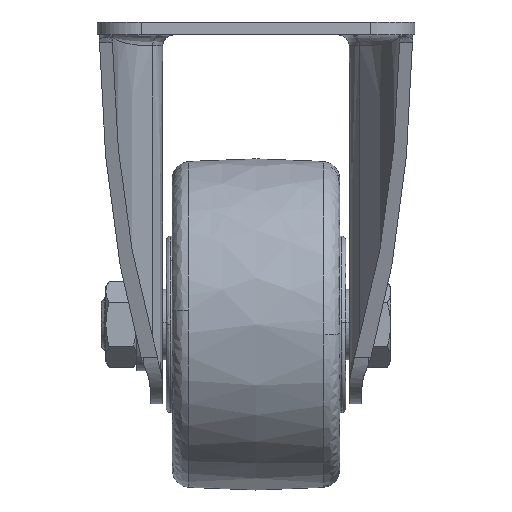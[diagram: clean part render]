
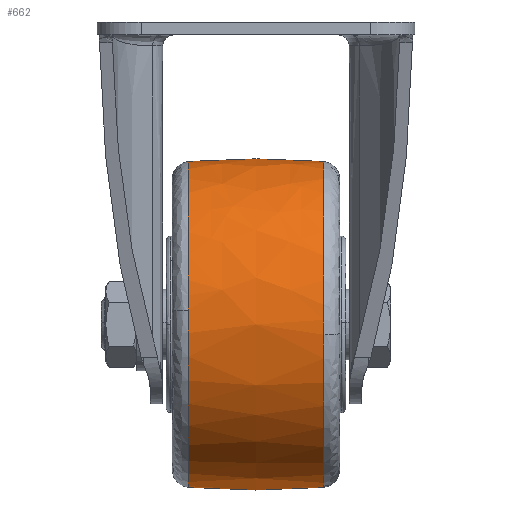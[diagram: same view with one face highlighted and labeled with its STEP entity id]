
A CAD part, left-side view. The second image highlights one B-rep face of the part: STEP entity #662.
In plain terms, the highlighted free-form (B-spline) face has degree [2, 2] with [3, 7] control points.
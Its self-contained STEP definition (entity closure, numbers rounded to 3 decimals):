
#373=CARTESIAN_POINT('',(-36.841,-15.306,-70.818));
#374=VERTEX_POINT('',#373);
#388=CARTESIAN_POINT('',(0.0,-15.306,-105.413));
#389=VERTEX_POINT('',#388);
#390=CARTESIAN_POINT('',(-36.841,-15.306,-70.818));
#391=CARTESIAN_POINT('',(-34.664,-15.306,-105.413));
#392=CARTESIAN_POINT('',(0.0,-15.306,-105.413));
#400=(BOUNDED_CURVE()B_SPLINE_CURVE(2,(#390,#391,#392),.UNSPECIFIED.,.F.,.U.)B_SPLINE_CURVE_WITH_KNOTS((3,3),(0.761,1.0),.UNSPECIFIED.)CURVE()GEOMETRIC_REPRESENTATION_ITEM()RATIONAL_B_SPLINE_CURVE((0.975,0.72,1.0))REPRESENTATION_ITEM(''));
#401=EDGE_CURVE('',#374,#389,#400,.T.);
#469=CARTESIAN_POINT('',(0.0,-15.306,-31.587));
#470=VERTEX_POINT('',#469);
#484=CARTESIAN_POINT('',(0.0,-15.306,-31.587));
#485=CARTESIAN_POINT('',(-36.913,-15.306,-31.587));
#486=CARTESIAN_POINT('',(-36.913,-15.306,-68.5));
#487=CARTESIAN_POINT('',(-36.913,-15.306,-69.66));
#488=CARTESIAN_POINT('',(-36.841,-15.306,-70.818));
#496=(BOUNDED_CURVE()B_SPLINE_CURVE(2,(#484,#485,#486,#487,#488),.UNSPECIFIED.,.F.,.U.)B_SPLINE_CURVE_WITH_KNOTS((3,2,3),(0.5,0.75,0.761),.UNSPECIFIED.)CURVE()GEOMETRIC_REPRESENTATION_ITEM()RATIONAL_B_SPLINE_CURVE((1.0,0.707,1.0,0.987,0.975))REPRESENTATION_ITEM(''));
#497=EDGE_CURVE('',#470,#374,#496,.T.);
#532=CARTESIAN_POINT('',(0.0,15.306,-105.413));
#533=VERTEX_POINT('',#532);
#534=CARTESIAN_POINT('',(0.0,-15.306,-105.413));
#535=CARTESIAN_POINT('',(0.0,0.,-106.588));
#536=CARTESIAN_POINT('',(0.0,15.306,-105.413));
#544=(BOUNDED_CURVE()B_SPLINE_CURVE(2,(#534,#535,#536),.UNSPECIFIED.,.F.,.U.)B_SPLINE_CURVE_WITH_KNOTS((3,3),(0.44,0.56),.UNSPECIFIED.)CURVE()GEOMETRIC_REPRESENTATION_ITEM()RATIONAL_B_SPLINE_CURVE((0.908,0.905,0.908))REPRESENTATION_ITEM(''));
#545=EDGE_CURVE('',#389,#533,#544,.T.);
#562=CARTESIAN_POINT('',(0.0,15.306,-31.587));
#563=VERTEX_POINT('',#562);
#579=CARTESIAN_POINT('',(0.0,-15.306,-31.587));
#580=CARTESIAN_POINT('',(0.0,0.,-30.412));
#581=CARTESIAN_POINT('',(0.0,15.306,-31.587));
#589=(BOUNDED_CURVE()B_SPLINE_CURVE(2,(#579,#580,#581),.UNSPECIFIED.,.F.,.U.)B_SPLINE_CURVE_WITH_KNOTS((3,3),(0.44,0.56),.UNSPECIFIED.)CURVE()GEOMETRIC_REPRESENTATION_ITEM()RATIONAL_B_SPLINE_CURVE((0.908,0.905,0.908))REPRESENTATION_ITEM(''));
#590=EDGE_CURVE('',#470,#563,#589,.T.);
#597=CARTESIAN_POINT('',(1.029,-16.83,-31.709));
#598=CARTESIAN_POINT('',(1.068,0.,-30.288));
#599=CARTESIAN_POINT('',(1.029,16.83,-31.709));
#600=CARTESIAN_POINT('',(0.517,-16.83,-31.709));
#601=CARTESIAN_POINT('',(0.537,0.,-30.288));
#602=CARTESIAN_POINT('',(0.517,16.83,-31.709));
#603=CARTESIAN_POINT('',(-36.791,-16.83,-31.709));
#604=CARTESIAN_POINT('',(-38.212,0.,-30.288));
#605=CARTESIAN_POINT('',(-36.791,16.83,-31.709));
#606=CARTESIAN_POINT('',(-36.791,-16.83,-68.5));
#607=CARTESIAN_POINT('',(-38.212,0.,-68.5));
#608=CARTESIAN_POINT('',(-36.791,16.83,-68.5));
#609=CARTESIAN_POINT('',(-36.791,-16.83,-105.291));
#610=CARTESIAN_POINT('',(-38.212,0.,-106.712));
#611=CARTESIAN_POINT('',(-36.791,16.83,-105.291));
#612=CARTESIAN_POINT('',(0.517,-16.83,-105.291));
#613=CARTESIAN_POINT('',(0.537,0.,-106.712));
#614=CARTESIAN_POINT('',(0.517,16.83,-105.291));
#615=CARTESIAN_POINT('',(1.029,-16.83,-105.291));
#616=CARTESIAN_POINT('',(1.068,0.,-106.712));
#617=CARTESIAN_POINT('',(1.029,16.83,-105.291));
#625=(BOUNDED_SURFACE()B_SPLINE_SURFACE(2,2,((#597,#600,#603,#606,#609,#612,#615),(#598,#601,#604,#607,#610,#613,#616),(#599,#602,#605,#608,#611,#614,#617)),.UNSPECIFIED.,.F.,.F.,.U.)B_SPLINE_SURFACE_WITH_KNOTS((3,3),(3,1,2,1,3),(0.0,33.72),(0.0,1.243,63.375,125.507,126.749),.UNSPECIFIED.)GEOMETRIC_REPRESENTATION_ITEM()RATIONAL_B_SPLINE_SURFACE(((0.918,0.913,0.642,0.908,0.642,0.913,0.918),(0.915,0.91,0.64,0.905,0.64,0.91,0.915),(0.918,0.913,0.642,0.908,0.642,0.913,0.918)))REPRESENTATION_ITEM('')SURFACE());
#626=ORIENTED_EDGE('',*,*,#545,.F.);
#627=ORIENTED_EDGE('',*,*,#401,.F.);
#628=ORIENTED_EDGE('',*,*,#497,.F.);
#629=ORIENTED_EDGE('',*,*,#590,.T.);
#630=CARTESIAN_POINT('',(-36.771,15.306,-65.257));
#631=VERTEX_POINT('',#630);
#632=CARTESIAN_POINT('',(0.0,15.306,-31.587));
#633=CARTESIAN_POINT('',(-33.801,15.306,-31.587));
#634=CARTESIAN_POINT('',(-36.771,15.306,-65.257));
#642=(BOUNDED_CURVE()B_SPLINE_CURVE(2,(#632,#633,#634),.UNSPECIFIED.,.F.,.U.)B_SPLINE_CURVE_WITH_KNOTS((3,3),(0.5,0.735),.UNSPECIFIED.)CURVE()GEOMETRIC_REPRESENTATION_ITEM()RATIONAL_B_SPLINE_CURVE((1.0,0.725,0.966))REPRESENTATION_ITEM(''));
#643=EDGE_CURVE('',#563,#631,#642,.T.);
#644=ORIENTED_EDGE('',*,*,#643,.T.);
#645=CARTESIAN_POINT('',(-36.771,15.306,-65.257));
#646=CARTESIAN_POINT('',(-36.913,15.306,-66.875));
#647=CARTESIAN_POINT('',(-36.913,15.306,-68.5));
#648=CARTESIAN_POINT('',(-36.913,15.306,-105.413));
#649=CARTESIAN_POINT('',(0.0,15.306,-105.413));
#657=(BOUNDED_CURVE()B_SPLINE_CURVE(2,(#645,#646,#647,#648,#649),.UNSPECIFIED.,.F.,.U.)B_SPLINE_CURVE_WITH_KNOTS((3,2,3),(0.735,0.75,1.0),.UNSPECIFIED.)CURVE()GEOMETRIC_REPRESENTATION_ITEM()RATIONAL_B_SPLINE_CURVE((0.966,0.982,1.0,0.707,1.0))REPRESENTATION_ITEM(''));
#658=EDGE_CURVE('',#631,#533,#657,.T.);
#659=ORIENTED_EDGE('',*,*,#658,.T.);
#660=EDGE_LOOP('',(#626,#627,#628,#629,#644,#659));
#661=FACE_OUTER_BOUND('',#660,.T.);
#662=ADVANCED_FACE('',(#661),#625,.T.);
